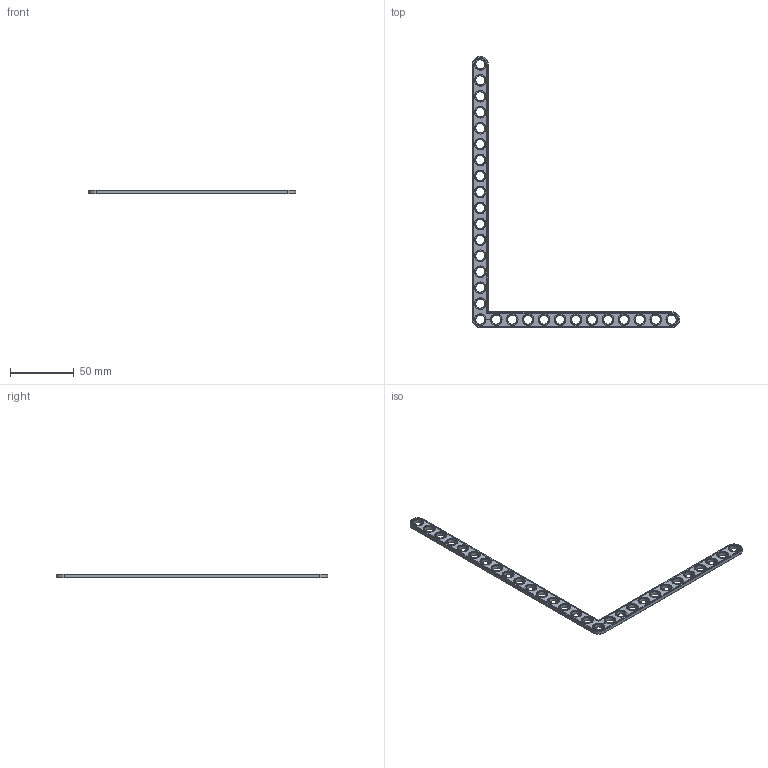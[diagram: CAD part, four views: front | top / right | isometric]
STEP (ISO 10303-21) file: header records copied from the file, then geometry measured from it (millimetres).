
FILE_DESCRIPTION(('FreeCAD Model'),'2;1');
FILE_NAME('Open CASCADE Shape Model','2022-02-09T22:44:22',( 'Paulo Kiefe'),('STEMFIE.org'),'Open CASCADE STEP processor 7.4', 'FreeCAD','Unknown');
FILE_SCHEMA(('AUTOMOTIVE_DESIGN { 1 0 10303 214 1 1 1 1 }'));
Length unit declared in the file: millimetre
Products named in the file (1): Brace_AGD_90_ASYM_ERR_BU13x17x01x00.25_-_SPN-BRC-1146_(stemfie.org)
Bounding box: 162.5 x 212.5 x 3.12 mm (x, y, z)
Volume: 10065.3 mm3; surface area: 10879.5 mm2
Topology: 1 solids, 1 shells, 664 faces, 1725 edges, 1126 vertices
Faces by surface type: plane 378, extrusion 158, cone 64, cylinder 64
Full cylindrical faces by diameter (mm): 7 x29, 9.2 x29
Entity records: 43886 total; most frequent: CARTESIAN_POINT 10049, DIRECTION 5691, VECTOR 4194, LINE 4036, ORIENTED_EDGE 3450, PCURVE 3450, DEFINITIONAL_REPRESENTATION 3450, EDGE_CURVE 1725
